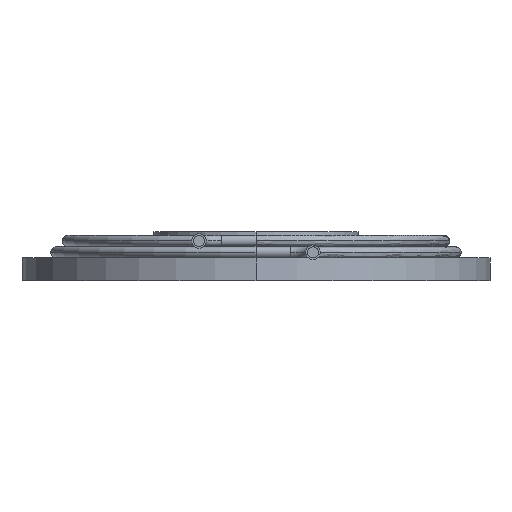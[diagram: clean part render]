
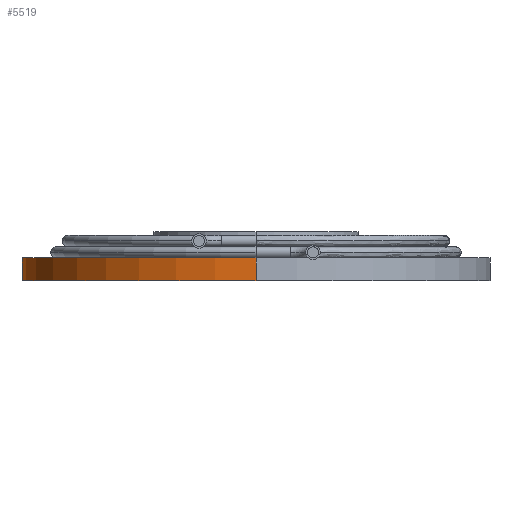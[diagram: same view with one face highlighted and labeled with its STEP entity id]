
A CAD part, front view. The second image highlights one B-rep face of the part: STEP entity #5519.
In plain terms, the highlighted cylindrical face has radius 10.25 mm (diameter 20.5 mm), a partial arc.
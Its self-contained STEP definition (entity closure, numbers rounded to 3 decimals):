
#512=LINE('',#10807,#771);
#513=LINE('',#10809,#772);
#771=VECTOR('',#6872,1000.);
#772=VECTOR('',#6873,1000.);
#791=CYLINDRICAL_SURFACE('',#5896,10.25);
#1765=ORIENTED_EDGE('',*,*,#2456,.F.);
#1766=ORIENTED_EDGE('',*,*,#2454,.T.);
#1767=ORIENTED_EDGE('',*,*,#2457,.T.);
#1768=ORIENTED_EDGE('',*,*,#2458,.F.);
#2454=EDGE_CURVE('',#2808,#2807,#2990,.T.);
#2456=EDGE_CURVE('',#2808,#2809,#512,.T.);
#2457=EDGE_CURVE('',#2807,#2810,#513,.T.);
#2458=EDGE_CURVE('',#2809,#2810,#2992,.T.);
#2807=VERTEX_POINT('',#10802);
#2808=VERTEX_POINT('',#10803);
#2809=VERTEX_POINT('',#10808);
#2810=VERTEX_POINT('',#10810);
#2990=CIRCLE('',#5894,10.25);
#2992=CIRCLE('',#5897,10.25);
#3231=EDGE_LOOP('',(#1765,#1766,#1767,#1768));
#3496=FACE_BOUND('',#3231,.T.);
#5519=ADVANCED_FACE('',(#3496),#791,.T.);
#5894=AXIS2_PLACEMENT_3D('',#10804,#6866,#6867);
#5896=AXIS2_PLACEMENT_3D('',#10806,#6870,#6871);
#5897=AXIS2_PLACEMENT_3D('',#10811,#6874,#6875);
#6866=DIRECTION('',(0.,0.,-1.));
#6867=DIRECTION('',(-1.,0.,0.));
#6870=DIRECTION('',(0.,0.,-1.));
#6871=DIRECTION('',(-1.,0.,0.));
#6872=DIRECTION('',(0.,0.,-1.));
#6873=DIRECTION('',(0.,0.,-1.));
#6874=DIRECTION('',(0.,0.,-1.));
#6875=DIRECTION('',(-1.,0.,0.));
#10802=CARTESIAN_POINT('',(-10.25,0.,0.));
#10803=CARTESIAN_POINT('',(10.25,0.,0.));
#10804=CARTESIAN_POINT('',(0.,0.,0.));
#10806=CARTESIAN_POINT('',(0.,0.,-1.));
#10807=CARTESIAN_POINT('',(10.25,0.,-1.));
#10808=CARTESIAN_POINT('',(10.25,0.,-1.));
#10809=CARTESIAN_POINT('',(-10.25,0.,-1.));
#10810=CARTESIAN_POINT('',(-10.25,0.,-1.));
#10811=CARTESIAN_POINT('',(0.,0.,-1.));
